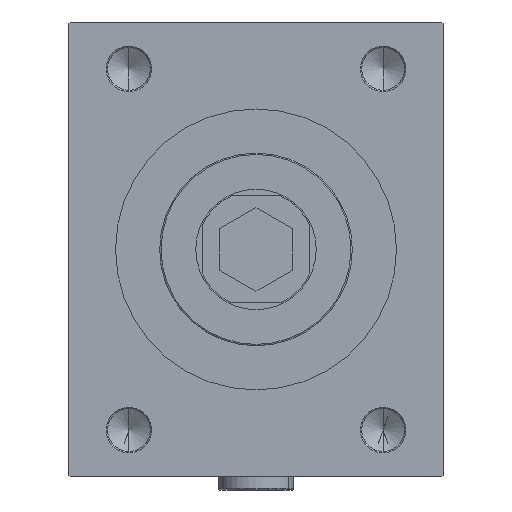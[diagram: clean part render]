
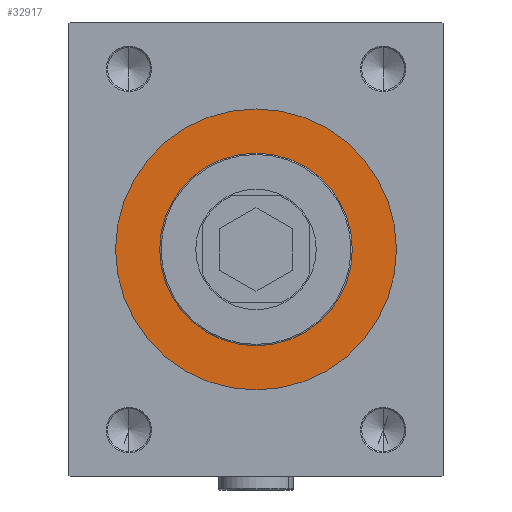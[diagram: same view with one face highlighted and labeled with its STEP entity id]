
A CAD part, left-side view. The second image highlights one B-rep face of the part: STEP entity #32917.
In plain terms, the highlighted face is planar.
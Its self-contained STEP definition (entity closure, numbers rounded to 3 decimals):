
#1075 = CIRCLE ( 'NONE', #44387, 36. ) ;
#1538 = DIRECTION ( 'NONE',  ( 0., 0., -1. ) ) ;
#1901 = AXIS2_PLACEMENT_3D ( 'NONE', #25513, #25754, #33630 ) ;
#2534 = DIRECTION ( 'NONE',  ( 0., 0., -1. ) ) ;
#6148 = AXIS2_PLACEMENT_3D ( 'NONE', #25942, #36562, #2534 ) ;
#8270 = VERTEX_POINT ( 'NONE', #39932 ) ;
#8556 = AXIS2_PLACEMENT_3D ( 'NONE', #36813, #18072, #33109 ) ;
#8849 = CARTESIAN_POINT ( 'NONE',  ( 170.2, 0., 0. ) ) ;
#9195 = PLANE ( 'NONE',  #12648 ) ;
#9647 = EDGE_CURVE ( 'NONE', #47895, #28787, #43635, .T. ) ;
#12648 = AXIS2_PLACEMENT_3D ( 'NONE', #45939, #46674, #1538 ) ;
#14832 = CIRCLE ( 'NONE', #8556, 52.5 ) ;
#15860 = FACE_OUTER_BOUND ( 'NONE', #44502, .T. ) ;
#18072 = DIRECTION ( 'NONE',  ( 1., 0., 0. ) ) ;
#20663 = DIRECTION ( 'NONE',  ( 0., 0., -1. ) ) ;
#24088 = EDGE_LOOP ( 'NONE', ( #26880, #41282 ) ) ;
#25513 = CARTESIAN_POINT ( 'NONE',  ( 170.2, 0., 0. ) ) ;
#25521 = CARTESIAN_POINT ( 'NONE',  ( 170.2, 0., -36. ) ) ;
#25754 = DIRECTION ( 'NONE',  ( 1., 0., 0. ) ) ;
#25942 = CARTESIAN_POINT ( 'NONE',  ( 170.2, 0., 0. ) ) ;
#26171 = VERTEX_POINT ( 'NONE', #27910 ) ;
#26880 = ORIENTED_EDGE ( 'NONE', *, *, #47572, .F. ) ;
#27910 = CARTESIAN_POINT ( 'NONE',  ( 170.2, 0., 52.5 ) ) ;
#28098 = EDGE_CURVE ( 'NONE', #8270, #26171, #36867, .T. ) ;
#28787 = VERTEX_POINT ( 'NONE', #34650 ) ;
#29124 = EDGE_CURVE ( 'NONE', #26171, #8270, #14832, .T. ) ;
#31634 = FACE_BOUND ( 'NONE', #24088, .T. ) ;
#32917 = ADVANCED_FACE ( 'NONE', ( #31634, #15860 ), #9195, .T. ) ;
#33109 = DIRECTION ( 'NONE',  ( 0., 0., -1. ) ) ;
#33630 = DIRECTION ( 'NONE',  ( 0., 0., -1. ) ) ;
#34650 = CARTESIAN_POINT ( 'NONE',  ( 170.2, 0., 36. ) ) ;
#36562 = DIRECTION ( 'NONE',  ( 1., 0., 0. ) ) ;
#36813 = CARTESIAN_POINT ( 'NONE',  ( 170.2, 0., 0. ) ) ;
#36867 = CIRCLE ( 'NONE', #6148, 52.5 ) ;
#38680 = DIRECTION ( 'NONE',  ( 1., 0., 0. ) ) ;
#39932 = CARTESIAN_POINT ( 'NONE',  ( 170.2, 0., -52.5 ) ) ;
#39999 = ORIENTED_EDGE ( 'NONE', *, *, #28098, .T. ) ;
#41282 = ORIENTED_EDGE ( 'NONE', *, *, #9647, .F. ) ;
#43635 = CIRCLE ( 'NONE', #1901, 36. ) ;
#44387 = AXIS2_PLACEMENT_3D ( 'NONE', #8849, #38680, #20663 ) ;
#44502 = EDGE_LOOP ( 'NONE', ( #39999, #48753 ) ) ;
#45939 = CARTESIAN_POINT ( 'NONE',  ( 170.2, 0., 0. ) ) ;
#46674 = DIRECTION ( 'NONE',  ( 1., 0., 0. ) ) ;
#47572 = EDGE_CURVE ( 'NONE', #28787, #47895, #1075, .T. ) ;
#47895 = VERTEX_POINT ( 'NONE', #25521 ) ;
#48753 = ORIENTED_EDGE ( 'NONE', *, *, #29124, .T. ) ;
